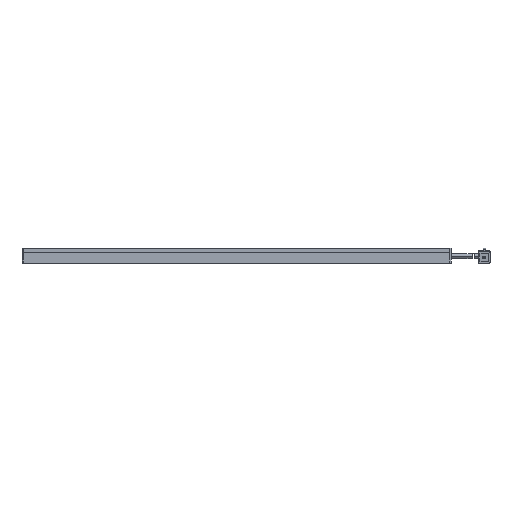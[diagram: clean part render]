
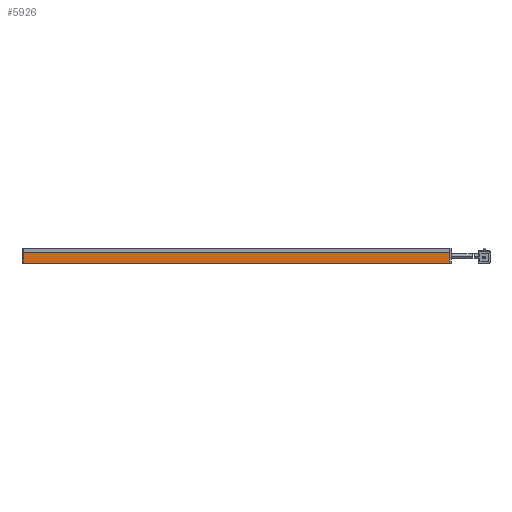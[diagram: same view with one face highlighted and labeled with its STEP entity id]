
A CAD part, front view. The second image highlights one B-rep face of the part: STEP entity #5926.
In plain terms, the highlighted planar face has unit normal (0, -1, 0).
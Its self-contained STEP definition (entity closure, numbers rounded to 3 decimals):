
#1399 = VERTEX_POINT ( 'NONE', #14130 ) ;
#1439 = CARTESIAN_POINT ( 'NONE',  ( 119.273, -110.546, 5. ) ) ;
#1722 = FACE_OUTER_BOUND ( 'NONE', #14102, .T. ) ;
#1741 = CARTESIAN_POINT ( 'NONE',  ( -179.727, -110.546, 5. ) ) ;
#3135 = VECTOR ( 'NONE', #13211, 1000. ) ;
#3585 = EDGE_CURVE ( 'NONE', #15940, #1399, #14899, .T. ) ;
#3640 = CARTESIAN_POINT ( 'NONE',  ( -178.727, -110.546, -2.5 ) ) ;
#4876 = CARTESIAN_POINT ( 'NONE',  ( -178.727, -110.546, 5. ) ) ;
#5056 = LINE ( 'NONE', #8475, #15852 ) ;
#5760 = ORIENTED_EDGE ( 'NONE', *, *, #9661, .F. ) ;
#5926 = ADVANCED_FACE ( 'NONE', ( #1722 ), #6007, .F. ) ;
#6007 = PLANE ( 'NONE',  #7619 ) ;
#6771 = VERTEX_POINT ( 'NONE', #3640 ) ;
#7045 = DIRECTION ( 'NONE',  ( 0., 0., -1. ) ) ;
#7599 = CARTESIAN_POINT ( 'NONE',  ( -179.727, -110.546, 5. ) ) ;
#7619 = AXIS2_PLACEMENT_3D ( 'NONE', #7599, #17874, #9083 ) ;
#8475 = CARTESIAN_POINT ( 'NONE',  ( 119.273, -110.546, 5. ) ) ;
#8795 = CARTESIAN_POINT ( 'NONE',  ( -179.727, -110.546, -2.5 ) ) ;
#9083 = DIRECTION ( 'NONE',  ( 0., 0., 1. ) ) ;
#9661 = EDGE_CURVE ( 'NONE', #6771, #1399, #13598, .T. ) ;
#10367 = ORIENTED_EDGE ( 'NONE', *, *, #3585, .T. ) ;
#11239 = VERTEX_POINT ( 'NONE', #15118 ) ;
#12820 = EDGE_CURVE ( 'NONE', #15940, #11239, #5056, .T. ) ;
#13211 = DIRECTION ( 'NONE',  ( -1., 0., 0. ) ) ;
#13536 = EDGE_CURVE ( 'NONE', #11239, #6771, #18735, .T. ) ;
#13598 = LINE ( 'NONE', #4876, #17516 ) ;
#13632 = DIRECTION ( 'NONE',  ( 0., 0., 1. ) ) ;
#14102 = EDGE_LOOP ( 'NONE', ( #17300, #18562, #10367, #5760 ) ) ;
#14130 = CARTESIAN_POINT ( 'NONE',  ( -178.727, -110.546, 5. ) ) ;
#14425 = VECTOR ( 'NONE', #14970, 1000. ) ;
#14899 = LINE ( 'NONE', #1741, #14425 ) ;
#14970 = DIRECTION ( 'NONE',  ( -1., 0., 0. ) ) ;
#15118 = CARTESIAN_POINT ( 'NONE',  ( 119.273, -110.546, -2.5 ) ) ;
#15852 = VECTOR ( 'NONE', #7045, 1000. ) ;
#15940 = VERTEX_POINT ( 'NONE', #1439 ) ;
#17300 = ORIENTED_EDGE ( 'NONE', *, *, #13536, .F. ) ;
#17516 = VECTOR ( 'NONE', #13632, 1000. ) ;
#17874 = DIRECTION ( 'NONE',  ( 0., 1., 0. ) ) ;
#18562 = ORIENTED_EDGE ( 'NONE', *, *, #12820, .F. ) ;
#18735 = LINE ( 'NONE', #8795, #3135 ) ;
